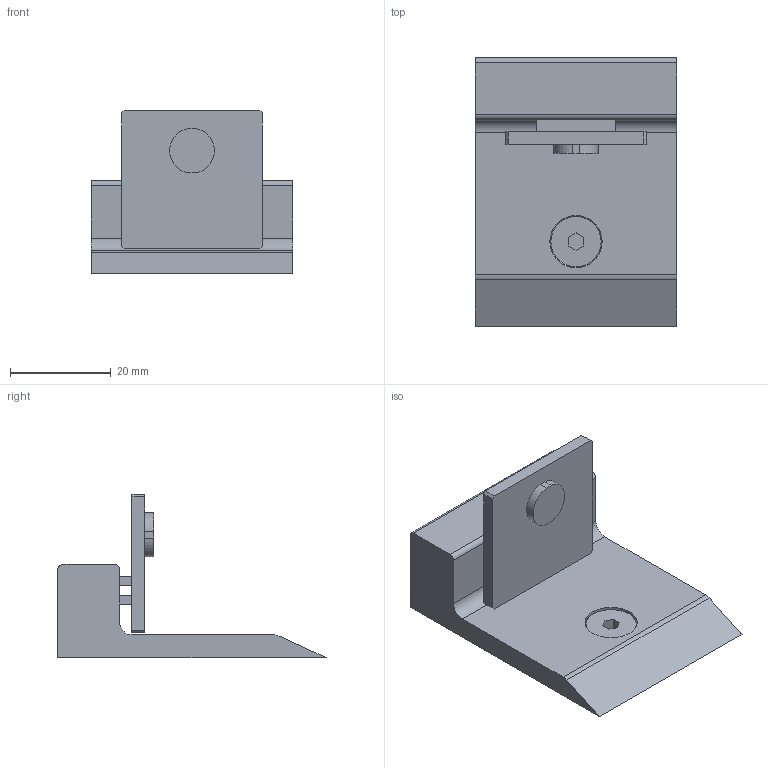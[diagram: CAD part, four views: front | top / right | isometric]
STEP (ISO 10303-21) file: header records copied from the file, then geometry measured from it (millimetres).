
FILE_DESCRIPTION (( 'STEP AP214' ), '1' );
FILE_NAME ('7330122', '2019-02-01T14:36:20', ( '' ), ('JUGARD+KÜNSTNER GmbH'), 'SwSTEP 2.0', 'SolidWorks 2017', '' );
FILE_SCHEMA (( 'AUTOMOTIVE_DESIGN' ));
Length unit declared in the file: millimetre
Products named in the file (1): 7330122_CNAJF00
Bounding box: 40 x 53.27 x 32.4 mm (x, y, z)
Volume: 17611.8 mm3; surface area: 8740.6 mm2
Topology: 1 solids, 2 shells, 83 faces, 206 edges, 134 vertices
Faces by surface type: plane 61, cylinder 16, cone 6
Entity records: 2881 total; most frequent: CARTESIAN_POINT 424, ORIENTED_EDGE 412, DIRECTION 408, EDGE_CURVE 206, VECTOR 172, LINE 172, VERTEX_POINT 134, AXIS2_PLACEMENT_3D 118
